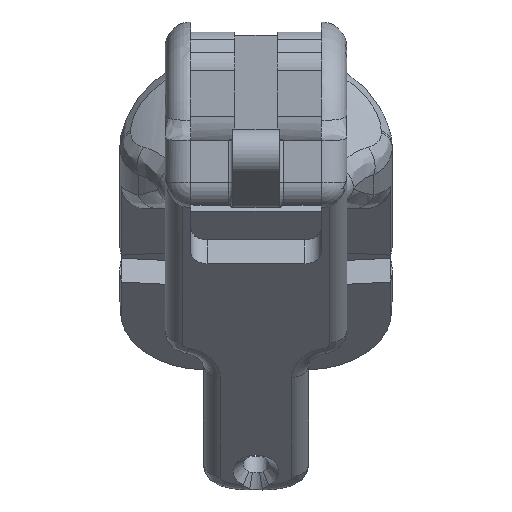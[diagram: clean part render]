
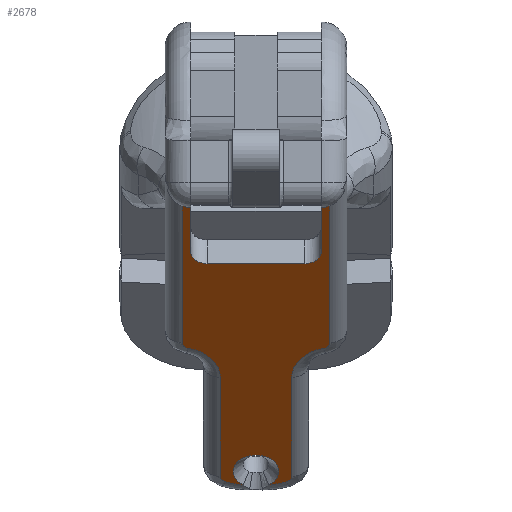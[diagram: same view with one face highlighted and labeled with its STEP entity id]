
A CAD part, top view. The second image highlights one B-rep face of the part: STEP entity #2678.
In plain terms, the highlighted planar face has unit normal (0, -0.707, 0.707).
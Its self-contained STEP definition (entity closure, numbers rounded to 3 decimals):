
#258=CIRCLE('',#2911,1.983);
#264=CIRCLE('',#2920,1.983);
#297=CIRCLE('',#2988,8.);
#298=CIRCLE('',#2989,2.7);
#299=CIRCLE('',#2990,8.);
#300=CIRCLE('',#2991,1.);
#301=CIRCLE('',#2992,5.);
#302=CIRCLE('',#2993,1.);
#303=CIRCLE('',#2994,2.);
#304=CIRCLE('',#2995,2.);
#305=CIRCLE('',#2996,1.);
#306=CIRCLE('',#2997,5.);
#307=CIRCLE('',#2998,1.);
#490=FACE_OUTER_BOUND('',#645,.T.);
#645=EDGE_LOOP('',(#2367,#2368,#2369,#2370,#2371,#2372,#2373,#2374,#2375,
#2376,#2377,#2378,#2379,#2380,#2381,#2382,#2383,#2384,#2385,#2386));
#756=LINE('',#5278,#919);
#763=LINE('',#5304,#926);
#818=LINE('',#6389,#981);
#828=LINE('',#6477,#991);
#829=LINE('',#6482,#992);
#830=LINE('',#6486,#993);
#831=LINE('',#6492,#994);
#919=VECTOR('',#3294,7.36);
#926=VECTOR('',#3317,7.36);
#981=VECTOR('',#3658,11.5);
#991=VECTOR('',#3718,16.538);
#992=VECTOR('',#3723,22.825);
#993=VECTOR('',#3728,22.825);
#994=VECTOR('',#3733,16.538);
#1149=VERTEX_POINT('',#5275);
#1150=VERTEX_POINT('',#5277);
#1160=VERTEX_POINT('',#5302);
#1161=VERTEX_POINT('',#5303);
#1212=VERTEX_POINT('',#6024);
#1215=VERTEX_POINT('',#6098);
#1224=VERTEX_POINT('',#6387);
#1225=VERTEX_POINT('',#6388);
#1251=VERTEX_POINT('',#6467);
#1252=VERTEX_POINT('',#6468);
#1253=VERTEX_POINT('',#6470);
#1254=VERTEX_POINT('',#6472);
#1255=VERTEX_POINT('',#6474);
#1256=VERTEX_POINT('',#6476);
#1257=VERTEX_POINT('',#6478);
#1258=VERTEX_POINT('',#6480);
#1259=VERTEX_POINT('',#6485);
#1260=VERTEX_POINT('',#6487);
#1261=VERTEX_POINT('',#6489);
#1262=VERTEX_POINT('',#6491);
#1446=EDGE_CURVE('',#1150,#1149,#756,.T.);
#1460=EDGE_CURVE('',#1160,#1161,#763,.T.);
#1565=EDGE_CURVE('',#1161,#1212,#258,.F.);
#1572=EDGE_CURVE('',#1215,#1150,#264,.F.);
#1610=EDGE_CURVE('',#1224,#1225,#818,.T.);
#1640=EDGE_CURVE('',#1251,#1252,#297,.T.);
#1641=EDGE_CURVE('',#1252,#1253,#298,.F.);
#1642=EDGE_CURVE('',#1253,#1254,#299,.T.);
#1643=EDGE_CURVE('',#1254,#1255,#300,.T.);
#1644=EDGE_CURVE('',#1255,#1256,#828,.F.);
#1645=EDGE_CURVE('',#1256,#1257,#301,.F.);
#1646=EDGE_CURVE('',#1257,#1258,#302,.T.);
#1647=EDGE_CURVE('',#1258,#1215,#829,.T.);
#1648=EDGE_CURVE('',#1149,#1224,#303,.F.);
#1649=EDGE_CURVE('',#1225,#1160,#304,.F.);
#1650=EDGE_CURVE('',#1212,#1259,#830,.T.);
#1651=EDGE_CURVE('',#1259,#1260,#305,.T.);
#1652=EDGE_CURVE('',#1260,#1261,#306,.F.);
#1653=EDGE_CURVE('',#1261,#1262,#831,.F.);
#1654=EDGE_CURVE('',#1262,#1251,#307,.T.);
#2367=ORIENTED_EDGE('',*,*,#1640,.T.);
#2368=ORIENTED_EDGE('',*,*,#1641,.T.);
#2369=ORIENTED_EDGE('',*,*,#1642,.T.);
#2370=ORIENTED_EDGE('',*,*,#1643,.T.);
#2371=ORIENTED_EDGE('',*,*,#1644,.T.);
#2372=ORIENTED_EDGE('',*,*,#1645,.T.);
#2373=ORIENTED_EDGE('',*,*,#1646,.T.);
#2374=ORIENTED_EDGE('',*,*,#1647,.T.);
#2375=ORIENTED_EDGE('',*,*,#1572,.T.);
#2376=ORIENTED_EDGE('',*,*,#1446,.T.);
#2377=ORIENTED_EDGE('',*,*,#1648,.T.);
#2378=ORIENTED_EDGE('',*,*,#1610,.T.);
#2379=ORIENTED_EDGE('',*,*,#1649,.T.);
#2380=ORIENTED_EDGE('',*,*,#1460,.T.);
#2381=ORIENTED_EDGE('',*,*,#1565,.T.);
#2382=ORIENTED_EDGE('',*,*,#1650,.T.);
#2383=ORIENTED_EDGE('',*,*,#1651,.T.);
#2384=ORIENTED_EDGE('',*,*,#1652,.T.);
#2385=ORIENTED_EDGE('',*,*,#1653,.T.);
#2386=ORIENTED_EDGE('',*,*,#1654,.T.);
#2555=PLANE('',#2987);
#2678=ADVANCED_FACE('',(#490),#2555,.T.);
#2911=AXIS2_PLACEMENT_3D('',#6051,#3528,#3529);
#2920=AXIS2_PLACEMENT_3D('',#6099,#3546,#3547);
#2987=AXIS2_PLACEMENT_3D('',#6466,#3708,#3709);
#2988=AXIS2_PLACEMENT_3D('',#6469,#3710,#3711);
#2989=AXIS2_PLACEMENT_3D('',#6471,#3712,#3713);
#2990=AXIS2_PLACEMENT_3D('',#6473,#3714,#3715);
#2991=AXIS2_PLACEMENT_3D('',#6475,#3716,#3717);
#2992=AXIS2_PLACEMENT_3D('',#6479,#3719,#3720);
#2993=AXIS2_PLACEMENT_3D('',#6481,#3721,#3722);
#2994=AXIS2_PLACEMENT_3D('',#6483,#3724,#3725);
#2995=AXIS2_PLACEMENT_3D('',#6484,#3726,#3727);
#2996=AXIS2_PLACEMENT_3D('',#6488,#3729,#3730);
#2997=AXIS2_PLACEMENT_3D('',#6490,#3731,#3732);
#2998=AXIS2_PLACEMENT_3D('',#6493,#3734,#3735);
#3294=DIRECTION('',(0.,-0.707,-0.707));
#3317=DIRECTION('',(0.,0.707,0.707));
#3528=DIRECTION('center_axis',(0.,-0.707,
0.707));
#3529=DIRECTION('ref_axis',(0.,-0.707,-0.707));
#3546=DIRECTION('center_axis',(0.,-0.707,
0.707));
#3547=DIRECTION('ref_axis',(0.,-0.707,-0.707));
#3658=DIRECTION('',(-1.,0.,0.));
#3708=DIRECTION('center_axis',(0.,-0.707,
0.707));
#3709=DIRECTION('ref_axis',(1.,0.,0.));
#3710=DIRECTION('center_axis',(0.,-0.707,
0.707));
#3711=DIRECTION('ref_axis',(0.,-0.707,-0.707));
#3712=DIRECTION('center_axis',(0.,-0.707,
0.707));
#3713=DIRECTION('ref_axis',(0.,-0.707,-0.707));
#3714=DIRECTION('center_axis',(0.,-0.707,
0.707));
#3715=DIRECTION('ref_axis',(0.,-0.707,-0.707));
#3716=DIRECTION('center_axis',(0.,-0.707,
0.707));
#3717=DIRECTION('ref_axis',(0.,-0.707,-0.707));
#3718=DIRECTION('',(0.,-0.707,-0.707));
#3719=DIRECTION('center_axis',(0.,-0.707,
0.707));
#3720=DIRECTION('ref_axis',(0.,-0.707,-0.707));
#3721=DIRECTION('center_axis',(0.,-0.707,
0.707));
#3722=DIRECTION('ref_axis',(0.,-0.707,-0.707));
#3723=DIRECTION('',(0.,0.707,0.707));
#3724=DIRECTION('center_axis',(0.,-0.707,
0.707));
#3725=DIRECTION('ref_axis',(0.,-0.707,-0.707));
#3726=DIRECTION('center_axis',(0.,-0.707,
0.707));
#3727=DIRECTION('ref_axis',(0.,-0.707,-0.707));
#3728=DIRECTION('',(0.,-0.707,-0.707));
#3729=DIRECTION('center_axis',(0.,-0.707,
0.707));
#3730=DIRECTION('ref_axis',(0.,-0.707,-0.707));
#3731=DIRECTION('center_axis',(0.,-0.707,
0.707));
#3732=DIRECTION('ref_axis',(0.,-0.707,-0.707));
#3733=DIRECTION('',(0.,0.707,0.707));
#3734=DIRECTION('center_axis',(0.,-0.707,
0.707));
#3735=DIRECTION('ref_axis',(0.,-0.707,-0.707));
#5275=CARTESIAN_POINT('',(0.,-5.198,32.985));
#5277=CARTESIAN_POINT('',(0.,0.006,38.19));
#5278=CARTESIAN_POINT('',(0.,0.006,38.19));
#5302=CARTESIAN_POINT('',(-15.5,-5.198,32.985));
#5303=CARTESIAN_POINT('',(-15.5,0.006,38.19));
#5304=CARTESIAN_POINT('',(-15.5,-5.198,32.985));
#6024=CARTESIAN_POINT('',(-16.5,0.197,38.381));
#6051=CARTESIAN_POINT('Origin',(-15.5,1.408,39.592));
#6098=CARTESIAN_POINT('',(1.,0.197,38.381));
#6099=CARTESIAN_POINT('Origin',(0.,1.408,39.592));
#6387=CARTESIAN_POINT('',(-2.,-6.613,31.571));
#6388=CARTESIAN_POINT('',(-13.5,-6.613,31.571));
#6389=CARTESIAN_POINT('',(-2.,-6.613,31.571));
#6466=CARTESIAN_POINT('Origin',(0.,-19.092,
19.092));
#6467=CARTESIAN_POINT('',(-11.327,-32.411,5.773));
#6468=CARTESIAN_POINT('',(-9.249,-32.751,5.433));
#6469=CARTESIAN_POINT('Origin',(-8.5,-27.119,11.065));
#6470=CARTESIAN_POINT('',(-6.251,-32.751,5.433));
#6471=CARTESIAN_POINT('Origin',(-7.75,-31.163,7.021));
#6472=CARTESIAN_POINT('',(-4.173,-32.411,5.773));
#6473=CARTESIAN_POINT('Origin',(-7.,-27.119,11.065));
#6474=CARTESIAN_POINT('',(-3.526,-31.749,6.435));
#6475=CARTESIAN_POINT('Origin',(-4.526,-31.749,6.435));
#6476=CARTESIAN_POINT('',(-3.526,-20.055,18.129));
#6477=CARTESIAN_POINT('',(-3.526,-20.055,18.129));
#6478=CARTESIAN_POINT('',(0.246,-16.628,21.556));
#6479=CARTESIAN_POINT('Origin',(1.474,-20.055,18.129));
#6480=CARTESIAN_POINT('',(1.,-15.942,22.242));
#6481=CARTESIAN_POINT('Origin',(0.,-15.942,
22.242));
#6482=CARTESIAN_POINT('',(1.,-15.942,22.242));
#6483=CARTESIAN_POINT('Origin',(-2.,-5.198,32.985));
#6484=CARTESIAN_POINT('Origin',(-13.5,-5.198,32.985));
#6485=CARTESIAN_POINT('',(-16.5,-15.942,22.242));
#6486=CARTESIAN_POINT('',(-16.5,0.197,38.381));
#6487=CARTESIAN_POINT('',(-15.746,-16.628,21.556));
#6488=CARTESIAN_POINT('Origin',(-15.5,-15.942,22.242));
#6489=CARTESIAN_POINT('',(-11.974,-20.055,18.129));
#6490=CARTESIAN_POINT('Origin',(-16.974,-20.055,18.129));
#6491=CARTESIAN_POINT('',(-11.974,-31.749,6.435));
#6492=CARTESIAN_POINT('',(-11.974,-31.749,6.435));
#6493=CARTESIAN_POINT('Origin',(-10.974,-31.749,6.435));
